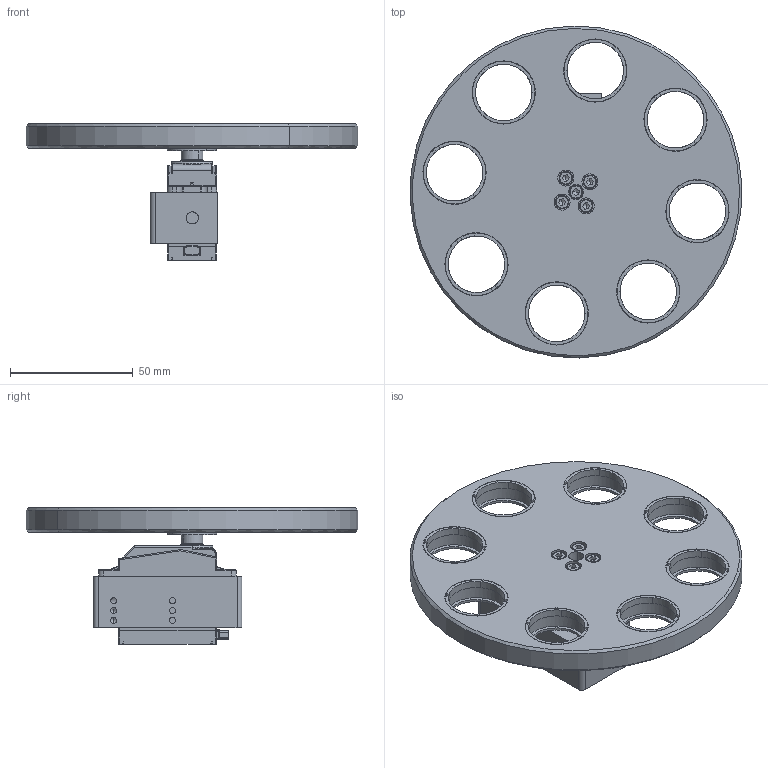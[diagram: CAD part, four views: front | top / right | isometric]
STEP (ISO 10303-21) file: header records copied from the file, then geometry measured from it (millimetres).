
FILE_DESCRIPTION(/* description */ (''),/* implementation_level */ '2;1');
FILE_NAME(/* name */ '03_MFW-SM1',/* time_stamp */ '2025-10-13T11:47:42+03:00',/* author */ (''),/* organization */ (''),/* preprocessor_version */ 'ST-DEVELOPER v16.5',/* originating_system */ 'Rhino 7.34',/* authorisation */ '');
FILE_SCHEMA (('AUTOMOTIVE_DESIGN'));
Length unit declared in the file: millimetre
Products named in the file (1): Document
Bounding box: 134.87 x 134.98 x 55.5 mm (x, y, z)
Volume: 152303.6 mm3; surface area: 53221.4 mm2
Topology: 9 solids, 9 shells, 998 faces, 2625 edges, 1581 vertices
Faces by surface type: cylinder 407, plane 391, bspline 200
Entity records: 36096 total; most frequent: CARTESIAN_POINT 19777, ORIENTED_EDGE 5174, EDGE_CURVE 2587, VERTEX_POINT 1581, B_SPLINE_CURVE_WITH_KNOTS 1280, EDGE_LOOP 1106, ADVANCED_FACE 998, FACE_OUTER_BOUND 998
